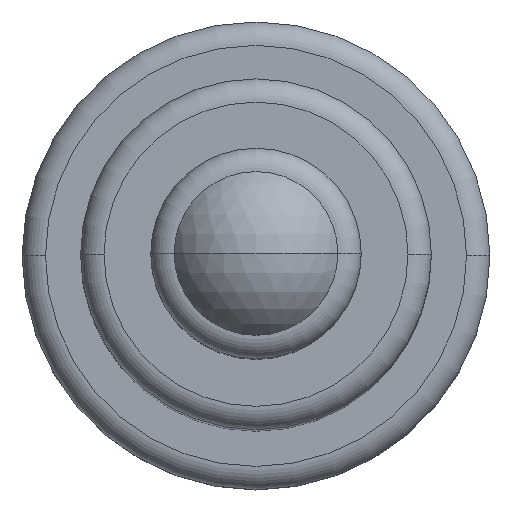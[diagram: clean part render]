
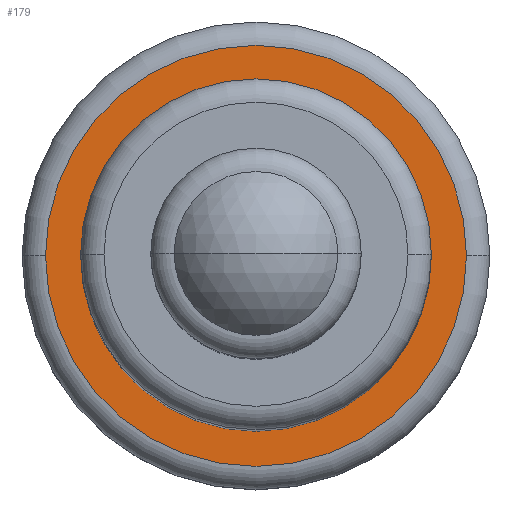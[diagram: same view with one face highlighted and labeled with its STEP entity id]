
A CAD part, top view. The second image highlights one B-rep face of the part: STEP entity #179.
In plain terms, the highlighted planar face has unit normal (0, 0, 1).
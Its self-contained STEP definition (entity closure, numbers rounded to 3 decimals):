
#19 = DIRECTION ( 'NONE',  ( 0., 0., 1. ) ) ;
#21 = FACE_BOUND ( 'NONE', #297, .T. ) ;
#36 = EDGE_CURVE ( 'NONE', #354, #289, #313, .T. ) ;
#38 = VERTEX_POINT ( 'NONE', #266 ) ;
#41 = CARTESIAN_POINT ( 'NONE',  ( 0., 0., 0.5 ) ) ;
#46 = CARTESIAN_POINT ( 'NONE',  ( 0., 0., 0.5 ) ) ;
#48 = ORIENTED_EDGE ( 'NONE', *, *, #36, .F. ) ;
#49 = EDGE_CURVE ( 'NONE', #375, #38, #335, .T. ) ;
#59 = CARTESIAN_POINT ( 'NONE',  ( 0., 0., 0.5 ) ) ;
#60 = EDGE_LOOP ( 'NONE', ( #169, #154 ) ) ;
#76 = DIRECTION ( 'NONE',  ( 1., 0., 0. ) ) ;
#78 = PLANE ( 'NONE',  #311 ) ;
#89 = CIRCLE ( 'NONE', #241, 0.75 ) ;
#125 = DIRECTION ( 'NONE',  ( 1., 0., 0. ) ) ;
#140 = DIRECTION ( 'NONE',  ( 1., 0., 0. ) ) ;
#141 = ORIENTED_EDGE ( 'NONE', *, *, #156, .F. ) ;
#154 = ORIENTED_EDGE ( 'NONE', *, *, #49, .T. ) ;
#156 = EDGE_CURVE ( 'NONE', #289, #354, #89, .T. ) ;
#160 = DIRECTION ( 'NONE',  ( 1., 0., 0. ) ) ;
#169 = ORIENTED_EDGE ( 'NONE', *, *, #345, .T. ) ;
#179 = ADVANCED_FACE ( 'NONE', ( #228, #21 ), #78, .T. ) ;
#189 = DIRECTION ( 'NONE',  ( 0., 0., 1. ) ) ;
#228 = FACE_OUTER_BOUND ( 'NONE', #60, .T. ) ;
#241 = AXIS2_PLACEMENT_3D ( 'NONE', #41, #424, #76 ) ;
#243 = AXIS2_PLACEMENT_3D ( 'NONE', #59, #246, #365 ) ;
#246 = DIRECTION ( 'NONE',  ( 0., 0., 1. ) ) ;
#266 = CARTESIAN_POINT ( 'NONE',  ( 0.9, 0., 0.5 ) ) ;
#289 = VERTEX_POINT ( 'NONE', #448 ) ;
#292 = DIRECTION ( 'NONE',  ( 0., 0., 1. ) ) ;
#297 = EDGE_LOOP ( 'NONE', ( #141, #48 ) ) ;
#302 = AXIS2_PLACEMENT_3D ( 'NONE', #468, #19, #160 ) ;
#311 = AXIS2_PLACEMENT_3D ( 'NONE', #46, #189, #125 ) ;
#313 = CIRCLE ( 'NONE', #302, 0.75 ) ;
#335 = CIRCLE ( 'NONE', #405, 0.9 ) ;
#345 = EDGE_CURVE ( 'NONE', #38, #375, #385, .T. ) ;
#354 = VERTEX_POINT ( 'NONE', #406 ) ;
#358 = CARTESIAN_POINT ( 'NONE',  ( -0.9, 0., 0.5 ) ) ;
#365 = DIRECTION ( 'NONE',  ( 1., 0., 0. ) ) ;
#367 = CARTESIAN_POINT ( 'NONE',  ( 0., 0., 0.5 ) ) ;
#375 = VERTEX_POINT ( 'NONE', #358 ) ;
#385 = CIRCLE ( 'NONE', #243, 0.9 ) ;
#405 = AXIS2_PLACEMENT_3D ( 'NONE', #367, #292, #140 ) ;
#406 = CARTESIAN_POINT ( 'NONE',  ( 0.75, 0., 0.5 ) ) ;
#424 = DIRECTION ( 'NONE',  ( 0., 0., 1. ) ) ;
#448 = CARTESIAN_POINT ( 'NONE',  ( -0.75, 0., 0.5 ) ) ;
#468 = CARTESIAN_POINT ( 'NONE',  ( 0., 0., 0.5 ) ) ;
